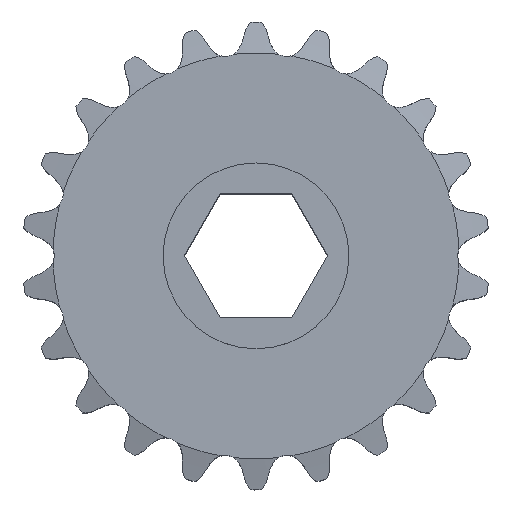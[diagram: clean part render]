
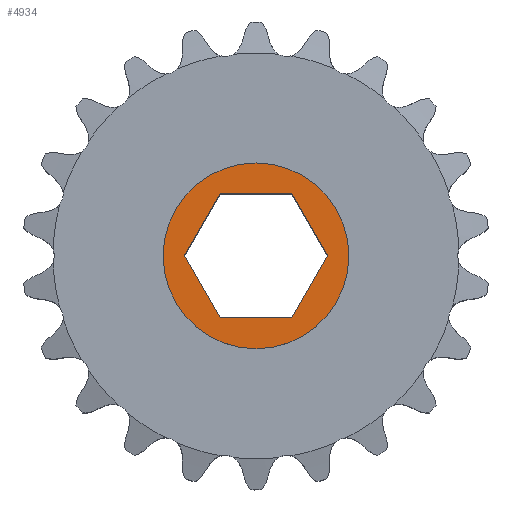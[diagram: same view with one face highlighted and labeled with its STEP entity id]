
A CAD part, top view. The second image highlights one B-rep face of the part: STEP entity #4934.
In plain terms, the highlighted planar face has unit normal (0, 0, 1).
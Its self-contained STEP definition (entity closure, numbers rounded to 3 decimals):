
#98 = DIRECTION ( 'NONE',  ( -0.5, -0.866, 0. ) ) ;
#523 = DIRECTION ( 'NONE',  ( 1., 0., 0. ) ) ;
#609 = CARTESIAN_POINT ( 'NONE',  ( -9.525, 0., 7.938 ) ) ;
#615 = CARTESIAN_POINT ( 'NONE',  ( -3.675, -6.365, 7.938 ) ) ;
#769 = DIRECTION ( 'NONE',  ( -0.5, 0.866, 0. ) ) ;
#1361 = DIRECTION ( 'NONE',  ( 0.5, 0.866, 0. ) ) ;
#1379 = CARTESIAN_POINT ( 'NONE',  ( -3.675, 6.365, 7.938 ) ) ;
#1874 = DIRECTION ( 'NONE',  ( 0., 0., 1. ) ) ;
#1905 = FACE_BOUND ( 'NONE', #9463, .T. ) ;
#2430 = EDGE_CURVE ( 'NONE', #7535, #9932, #15267, .T. ) ;
#2616 = EDGE_CURVE ( 'NONE', #6312, #18045, #8987, .T. ) ;
#3175 = CIRCLE ( 'NONE', #8202, 9.525 ) ;
#3362 = DIRECTION ( 'NONE',  ( 1., 0., 0. ) ) ;
#3443 = CARTESIAN_POINT ( 'NONE',  ( -7.35, 0., 7.938 ) ) ;
#3557 = LINE ( 'NONE', #13462, #5582 ) ;
#3691 = AXIS2_PLACEMENT_3D ( 'NONE', #7570, #13221, #523 ) ;
#4397 = EDGE_CURVE ( 'NONE', #9932, #15670, #12788, .T. ) ;
#4570 = DIRECTION ( 'NONE',  ( 0., 0., 1. ) ) ;
#4841 = VERTEX_POINT ( 'NONE', #7477 ) ;
#4934 = ADVANCED_FACE ( 'NONE', ( #1905, #10440 ), #11567, .T. ) ;
#5198 = ORIENTED_EDGE ( 'NONE', *, *, #2430, .F. ) ;
#5206 = ORIENTED_EDGE ( 'NONE', *, *, #7329, .F. ) ;
#5582 = VECTOR ( 'NONE', #769, 1000. ) ;
#5596 = CARTESIAN_POINT ( 'NONE',  ( -7.35, 0., 7.938 ) ) ;
#5664 = CARTESIAN_POINT ( 'NONE',  ( -3.675, 6.365, 7.938 ) ) ;
#5811 = VECTOR ( 'NONE', #98, 1000. ) ;
#5881 = DIRECTION ( 'NONE',  ( 1., 0., 0. ) ) ;
#5902 = ORIENTED_EDGE ( 'NONE', *, *, #11577, .F. ) ;
#6312 = VERTEX_POINT ( 'NONE', #609 ) ;
#6391 = VECTOR ( 'NONE', #14613, 1000. ) ;
#7329 = EDGE_CURVE ( 'NONE', #4841, #15856, #18242, .T. ) ;
#7330 = ORIENTED_EDGE ( 'NONE', *, *, #2616, .T. ) ;
#7477 = CARTESIAN_POINT ( 'NONE',  ( 3.675, -6.365, 7.938 ) ) ;
#7535 = VERTEX_POINT ( 'NONE', #13484 ) ;
#7570 = CARTESIAN_POINT ( 'NONE',  ( 0., 0., 7.938 ) ) ;
#8165 = ORIENTED_EDGE ( 'NONE', *, *, #16970, .T. ) ;
#8202 = AXIS2_PLACEMENT_3D ( 'NONE', #17273, #4570, #5881 ) ;
#8820 = VERTEX_POINT ( 'NONE', #10139 ) ;
#8987 = CIRCLE ( 'NONE', #13134, 9.525 ) ;
#9085 = DIRECTION ( 'NONE',  ( 0.5, -0.866, 0. ) ) ;
#9463 = EDGE_LOOP ( 'NONE', ( #5206, #5902, #16605, #13304, #5198, #17643 ) ) ;
#9932 = VERTEX_POINT ( 'NONE', #1379 ) ;
#10081 = VECTOR ( 'NONE', #11621, 1000. ) ;
#10132 = CARTESIAN_POINT ( 'NONE',  ( 3.675, 6.365, 7.938 ) ) ;
#10139 = CARTESIAN_POINT ( 'NONE',  ( -3.675, -6.365, 7.938 ) ) ;
#10323 = CARTESIAN_POINT ( 'NONE',  ( 9.525, 0., 7.938 ) ) ;
#10440 = FACE_OUTER_BOUND ( 'NONE', #13514, .T. ) ;
#11567 = PLANE ( 'NONE',  #3691 ) ;
#11577 = EDGE_CURVE ( 'NONE', #8820, #4841, #14432, .T. ) ;
#11621 = DIRECTION ( 'NONE',  ( -1., 0., 0. ) ) ;
#12053 = CARTESIAN_POINT ( 'NONE',  ( 7.35, 0., 7.938 ) ) ;
#12788 = LINE ( 'NONE', #5664, #5811 ) ;
#13134 = AXIS2_PLACEMENT_3D ( 'NONE', #16251, #1874, #3362 ) ;
#13221 = DIRECTION ( 'NONE',  ( 0., 0., 1. ) ) ;
#13248 = EDGE_CURVE ( 'NONE', #15856, #7535, #3557, .T. ) ;
#13304 = ORIENTED_EDGE ( 'NONE', *, *, #4397, .F. ) ;
#13462 = CARTESIAN_POINT ( 'NONE',  ( 7.35, 0., 7.938 ) ) ;
#13484 = CARTESIAN_POINT ( 'NONE',  ( 3.675, 6.365, 7.938 ) ) ;
#13514 = EDGE_LOOP ( 'NONE', ( #7330, #8165 ) ) ;
#14432 = LINE ( 'NONE', #615, #6391 ) ;
#14613 = DIRECTION ( 'NONE',  ( 1., 0., 0. ) ) ;
#14818 = EDGE_CURVE ( 'NONE', #15670, #8820, #16132, .T. ) ;
#15267 = LINE ( 'NONE', #10132, #10081 ) ;
#15670 = VERTEX_POINT ( 'NONE', #5596 ) ;
#15856 = VERTEX_POINT ( 'NONE', #12053 ) ;
#16132 = LINE ( 'NONE', #3443, #17108 ) ;
#16251 = CARTESIAN_POINT ( 'NONE',  ( 0., 0., 7.938 ) ) ;
#16605 = ORIENTED_EDGE ( 'NONE', *, *, #14818, .F. ) ;
#16668 = VECTOR ( 'NONE', #1361, 1000. ) ;
#16855 = CARTESIAN_POINT ( 'NONE',  ( 3.675, -6.365, 7.938 ) ) ;
#16970 = EDGE_CURVE ( 'NONE', #18045, #6312, #3175, .T. ) ;
#17108 = VECTOR ( 'NONE', #9085, 1000. ) ;
#17273 = CARTESIAN_POINT ( 'NONE',  ( 0., 0., 7.938 ) ) ;
#17643 = ORIENTED_EDGE ( 'NONE', *, *, #13248, .F. ) ;
#18045 = VERTEX_POINT ( 'NONE', #10323 ) ;
#18242 = LINE ( 'NONE', #16855, #16668 ) ;
